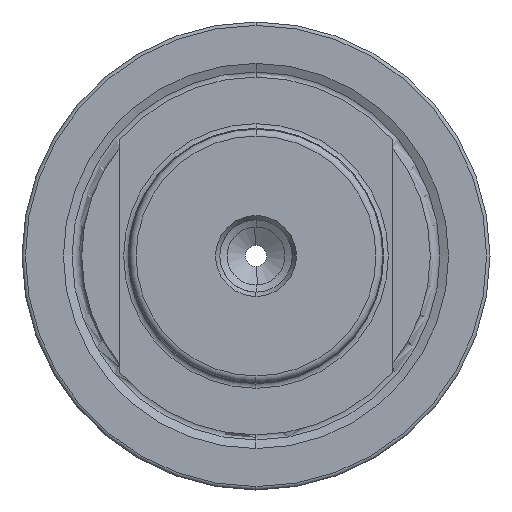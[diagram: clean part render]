
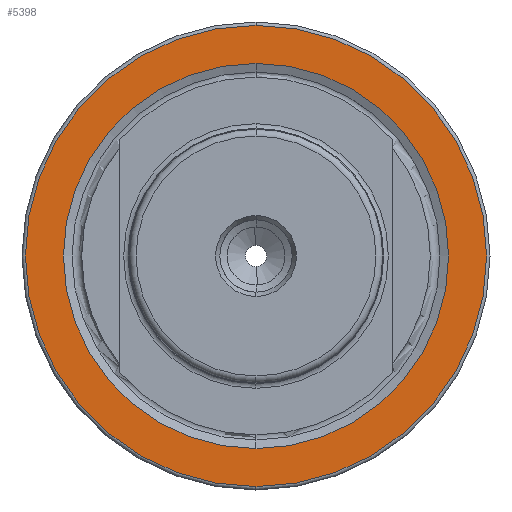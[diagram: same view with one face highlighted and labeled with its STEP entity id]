
A CAD part, left-side view. The second image highlights one B-rep face of the part: STEP entity #5398.
In plain terms, the highlighted planar face has unit normal (-1, 0, 0).
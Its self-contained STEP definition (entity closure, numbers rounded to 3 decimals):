
#767 = CARTESIAN_POINT ( 'NONE',  ( 30., 0., 0. ) ) ;
#1880 = CARTESIAN_POINT ( 'NONE',  ( 30., 0., 22.632 ) ) ;
#1897 = DIRECTION ( 'NONE',  ( 0., 0., 1. ) ) ;
#2346 = CIRCLE ( 'NONE', #11213, 22.632 ) ;
#2380 = CARTESIAN_POINT ( 'NONE',  ( 30., 0., 0. ) ) ;
#2543 = CARTESIAN_POINT ( 'NONE',  ( 30., -22.632, 0. ) ) ;
#3096 = VERTEX_POINT ( 'NONE', #10507 ) ;
#3137 = VERTEX_POINT ( 'NONE', #13938 ) ;
#3518 = DIRECTION ( 'NONE',  ( 0., 0., 1. ) ) ;
#3674 = DIRECTION ( 'NONE',  ( 0., 0., -1. ) ) ;
#3998 = AXIS2_PLACEMENT_3D ( 'NONE', #2380, #10276, #3518 ) ;
#4573 = EDGE_LOOP ( 'NONE', ( #8347, #10292 ) ) ;
#4717 = FACE_OUTER_BOUND ( 'NONE', #9174, .T. ) ;
#4843 = VERTEX_POINT ( 'NONE', #1880 ) ;
#5398 = ADVANCED_FACE ( 'NONE', ( #11076, #4717 ), #7037, .F. ) ;
#5651 = CARTESIAN_POINT ( 'NONE',  ( 30., 0., 0. ) ) ;
#6477 = CARTESIAN_POINT ( 'NONE',  ( 30., 0., 0. ) ) ;
#6782 = DIRECTION ( 'NONE',  ( 0., 0., 1. ) ) ;
#7037 = PLANE ( 'NONE',  #13738 ) ;
#7592 = DIRECTION ( 'NONE',  ( 0., 0., 1. ) ) ;
#8347 = ORIENTED_EDGE ( 'NONE', *, *, #12217, .F. ) ;
#8666 = DIRECTION ( 'NONE',  ( -1., 0., 0. ) ) ;
#9174 = EDGE_LOOP ( 'NONE', ( #9832, #12172 ) ) ;
#9309 = EDGE_CURVE ( 'NONE', #3137, #4843, #13273, .T. ) ;
#9318 = EDGE_CURVE ( 'NONE', #3096, #11774, #13948, .T. ) ;
#9832 = ORIENTED_EDGE ( 'NONE', *, *, #13829, .T. ) ;
#10276 = DIRECTION ( 'NONE',  ( -1., 0., 0. ) ) ;
#10292 = ORIENTED_EDGE ( 'NONE', *, *, #9309, .F. ) ;
#10422 = DIRECTION ( 'NONE',  ( 1., 0., 0. ) ) ;
#10507 = CARTESIAN_POINT ( 'NONE',  ( 30., 0., -27.1 ) ) ;
#10993 = AXIS2_PLACEMENT_3D ( 'NONE', #767, #8666, #1897 ) ;
#11076 = FACE_BOUND ( 'NONE', #4573, .T. ) ;
#11213 = AXIS2_PLACEMENT_3D ( 'NONE', #5651, #13546, #6782 ) ;
#11664 = CIRCLE ( 'NONE', #3998, 27.1 ) ;
#11774 = VERTEX_POINT ( 'NONE', #12082 ) ;
#12082 = CARTESIAN_POINT ( 'NONE',  ( 30., 0., 27.1 ) ) ;
#12172 = ORIENTED_EDGE ( 'NONE', *, *, #9318, .T. ) ;
#12217 = EDGE_CURVE ( 'NONE', #4843, #3137, #2346, .T. ) ;
#13273 = CIRCLE ( 'NONE', #10993, 22.632 ) ;
#13546 = DIRECTION ( 'NONE',  ( -1., 0., 0. ) ) ;
#13738 = AXIS2_PLACEMENT_3D ( 'NONE', #2543, #10422, #3674 ) ;
#13829 = EDGE_CURVE ( 'NONE', #11774, #3096, #11664, .T. ) ;
#13938 = CARTESIAN_POINT ( 'NONE',  ( 30., 0., -22.632 ) ) ;
#13948 = CIRCLE ( 'NONE', #14008, 27.1 ) ;
#14008 = AXIS2_PLACEMENT_3D ( 'NONE', #6477, #14389, #7592 ) ;
#14389 = DIRECTION ( 'NONE',  ( -1., 0., 0. ) ) ;
